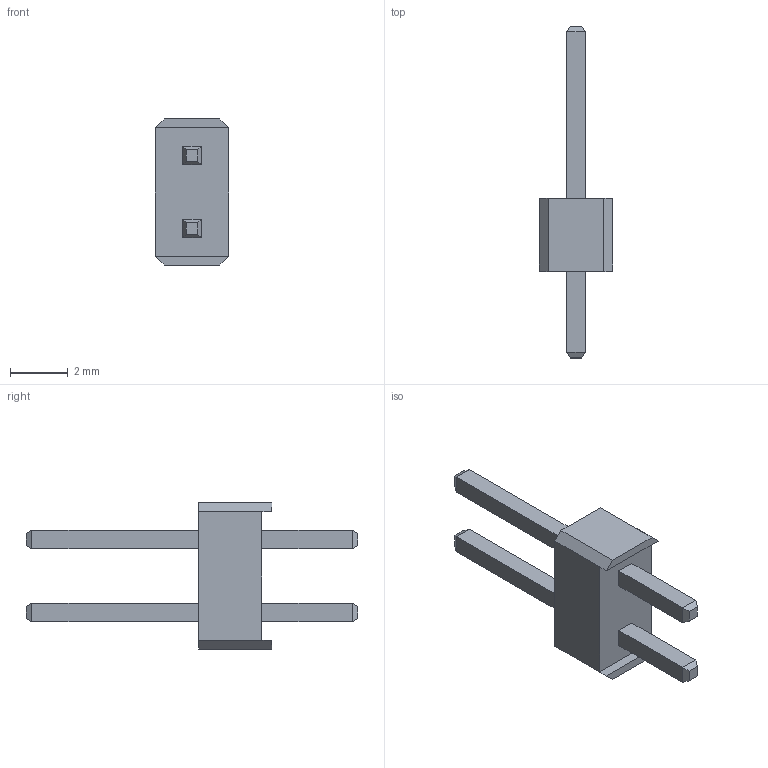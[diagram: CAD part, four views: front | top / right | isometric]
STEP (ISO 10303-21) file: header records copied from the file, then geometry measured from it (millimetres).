
FILE_DESCRIPTION (( 'STEP AP203' ), '1' );
FILE_NAME ('User Library-2_54PIN_double.STEP', '2020-10-28T12:39:33', ( '' ), ( '' ), 'SwSTEP 2.0', 'SolidWorks 2018', '' );
FILE_SCHEMA (( 'CONFIG_CONTROL_DESIGN' ));
Length unit declared in the file: millimetre
Products named in the file (1): User Library-2_54PIN_double
Bounding box: 2.54 x 11.54 x 5.08 mm (x, y, z)
Volume: 36 mm3; surface area: 107.8 mm2
Topology: 1 solids, 1 shells, 50 faces, 112 edges, 68 vertices
Faces by surface type: plane 50
Entity records: 1413 total; most frequent: CARTESIAN_POINT 231, ORIENTED_EDGE 224, DIRECTION 214, LINE 112, VECTOR 112, EDGE_CURVE 112, VERTEX_POINT 68, EDGE_LOOP 54
